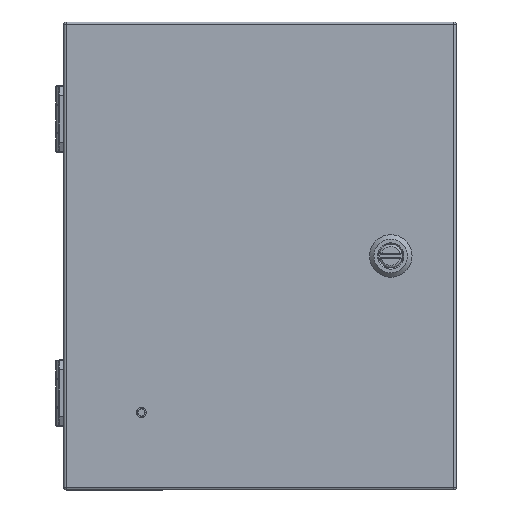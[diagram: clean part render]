
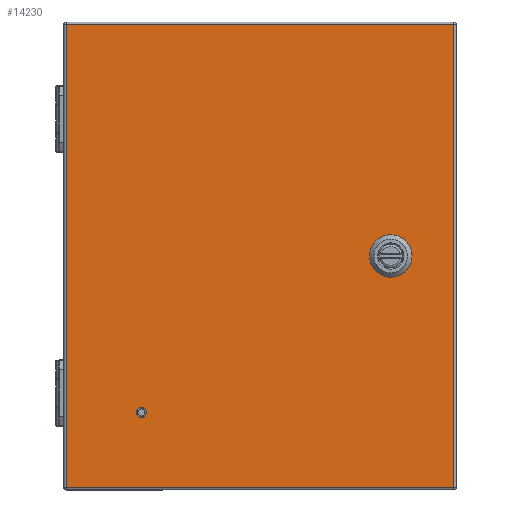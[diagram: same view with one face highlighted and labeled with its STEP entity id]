
A CAD part, top view. The second image highlights one B-rep face of the part: STEP entity #14230.
In plain terms, the highlighted planar face has unit normal (0, 0, 1).
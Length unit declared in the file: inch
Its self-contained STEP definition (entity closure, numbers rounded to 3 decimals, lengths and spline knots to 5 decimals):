
#317 = DIRECTION ( 'NONE',  ( 0., -1., 0. ) ) ;
#1629 = LINE ( 'NONE', #47680, #9319 ) ;
#2211 = VECTOR ( 'NONE', #64389, 39.37008 ) ;
#3021 = VERTEX_POINT ( 'NONE', #27811 ) ;
#4126 = VERTEX_POINT ( 'NONE', #14398 ) ;
#5294 = VERTEX_POINT ( 'NONE', #38199 ) ;
#5303 = DIRECTION ( 'NONE',  ( 0., 0., 1. ) ) ;
#7857 = CARTESIAN_POINT ( 'NONE',  ( 5.145, 6.1877, 6.107 ) ) ;
#8120 = ORIENTED_EDGE ( 'NONE', *, *, #82327, .F. ) ;
#8245 = LINE ( 'NONE', #60101, #83646 ) ;
#8848 = EDGE_CURVE ( 'NONE', #70608, #4126, #19525, .T. ) ;
#9319 = VECTOR ( 'NONE', #47235, 39.37008 ) ;
#10134 = EDGE_CURVE ( 'NONE', #11442, #11442, #75717, .T. ) ;
#11192 = CARTESIAN_POINT ( 'NONE',  ( 3.67058, 0.3961, 6.107 ) ) ;
#11442 = VERTEX_POINT ( 'NONE', #38880 ) ;
#12841 = CARTESIAN_POINT ( 'NONE',  ( 3.27342, 0.3961, 6.107 ) ) ;
#13495 = DIRECTION ( 'NONE',  ( -1., 0., 0. ) ) ;
#14230 = ADVANCED_FACE ( 'NONE', ( #34219, #80602, #27173 ), #67821, .T. ) ;
#14398 = CARTESIAN_POINT ( 'NONE',  ( -5.1102, -6.1275, 6.107 ) ) ;
#14419 = DIRECTION ( 'NONE',  ( 0., 0., 1. ) ) ;
#14453 = VERTEX_POINT ( 'NONE', #33690 ) ;
#14647 = CIRCLE ( 'NONE', #76761, 0.443 ) ;
#14903 = LINE ( 'NONE', #7857, #35453 ) ;
#15246 = CARTESIAN_POINT ( 'NONE',  ( 0.0173, -0.3959, 6.107 ) ) ;
#15950 = ORIENTED_EDGE ( 'NONE', *, *, #8848, .T. ) ;
#16040 = VERTEX_POINT ( 'NONE', #62276 ) ;
#17657 = AXIS2_PLACEMENT_3D ( 'NONE', #42153, #28477, #68695 ) ;
#18719 = ORIENTED_EDGE ( 'NONE', *, *, #54052, .T. ) ;
#19379 = ORIENTED_EDGE ( 'NONE', *, *, #38137, .F. ) ;
#19525 = LINE ( 'NONE', #61118, #26689 ) ;
#19985 = VECTOR ( 'NONE', #317, 39.37008 ) ;
#21842 = VERTEX_POINT ( 'NONE', #77337 ) ;
#22234 = DIRECTION ( 'NONE',  ( -1., 0., 0. ) ) ;
#26689 = VECTOR ( 'NONE', #74727, 39.37008 ) ;
#26788 = LINE ( 'NONE', #47058, #46443 ) ;
#27173 = FACE_OUTER_BOUND ( 'NONE', #62553, .T. ) ;
#27811 = CARTESIAN_POINT ( 'NONE',  ( 3.076, -0.19848, 6.107 ) ) ;
#28477 = DIRECTION ( 'NONE',  ( 0., 0., 1. ) ) ;
#28748 = CARTESIAN_POINT ( 'NONE',  ( -5.1102, 6.1277, 6.107 ) ) ;
#29578 = VERTEX_POINT ( 'NONE', #11192 ) ;
#32091 = EDGE_CURVE ( 'NONE', #4126, #63765, #1629, .T. ) ;
#33690 = CARTESIAN_POINT ( 'NONE',  ( 3.868, -0.19848, 6.107 ) ) ;
#34219 = FACE_BOUND ( 'NONE', #71841, .T. ) ;
#34799 = DIRECTION ( 'NONE',  ( 0., 0., 1. ) ) ;
#35225 = CARTESIAN_POINT ( 'NONE',  ( 3.472, 0.0001, 6.107 ) ) ;
#35453 = VECTOR ( 'NONE', #49428, 39.37008 ) ;
#38137 = EDGE_CURVE ( 'NONE', #14453, #41073, #71528, .T. ) ;
#38199 = CARTESIAN_POINT ( 'NONE',  ( 3.67058, -0.3959, 6.107 ) ) ;
#38880 = CARTESIAN_POINT ( 'NONE',  ( -3.21875, -4.1395, 6.107 ) ) ;
#39801 = CIRCLE ( 'NONE', #83517, 0.443 ) ;
#41073 = VERTEX_POINT ( 'NONE', #72095 ) ;
#41903 = ORIENTED_EDGE ( 'NONE', *, *, #54611, .F. ) ;
#42153 = CARTESIAN_POINT ( 'NONE',  ( 0.0173, 1.0001, 6.107 ) ) ;
#43247 = CARTESIAN_POINT ( 'NONE',  ( 3.868, 1.0001, 6.107 ) ) ;
#45713 = AXIS2_PLACEMENT_3D ( 'NONE', #69118, #82784, #22234 ) ;
#46443 = VECTOR ( 'NONE', #74885, 39.37008 ) ;
#47047 = ORIENTED_EDGE ( 'NONE', *, *, #59891, .F. ) ;
#47058 = CARTESIAN_POINT ( 'NONE',  ( 0.0173, 0.3961, 6.107 ) ) ;
#47235 = DIRECTION ( 'NONE',  ( 1., 0., 0. ) ) ;
#47545 = DIRECTION ( 'NONE',  ( 0., 0., 1. ) ) ;
#47601 = DIRECTION ( 'NONE',  ( -1., 0., 0. ) ) ;
#47680 = CARTESIAN_POINT ( 'NONE',  ( 5.205, -6.1275, 6.107 ) ) ;
#48863 = EDGE_CURVE ( 'NONE', #63765, #75896, #14903, .T. ) ;
#49428 = DIRECTION ( 'NONE',  ( 0., 1., 0. ) ) ;
#53503 = ORIENTED_EDGE ( 'NONE', *, *, #48863, .T. ) ;
#54052 = EDGE_CURVE ( 'NONE', #75896, #70608, #8245, .T. ) ;
#54611 = EDGE_CURVE ( 'NONE', #41073, #29578, #14647, .T. ) ;
#54664 = CARTESIAN_POINT ( 'NONE',  ( 3.472, 0.0001, 6.107 ) ) ;
#56041 = EDGE_CURVE ( 'NONE', #21842, #5294, #83768, .T. ) ;
#58287 = EDGE_CURVE ( 'NONE', #29578, #84407, #26788, .T. ) ;
#58305 = DIRECTION ( 'NONE',  ( 0., 1., 0. ) ) ;
#59312 = CARTESIAN_POINT ( 'NONE',  ( 3.472, 0.0001, 6.107 ) ) ;
#59891 = EDGE_CURVE ( 'NONE', #84407, #16040, #60923, .T. ) ;
#60101 = CARTESIAN_POINT ( 'NONE',  ( -5.1702, 6.1277, 6.107 ) ) ;
#60326 = CARTESIAN_POINT ( 'NONE',  ( 5.145, -6.1275, 6.107 ) ) ;
#60923 = CIRCLE ( 'NONE', #69409, 0.443 ) ;
#61118 = CARTESIAN_POINT ( 'NONE',  ( -5.1102, -6.1875, 6.107 ) ) ;
#62199 = CARTESIAN_POINT ( 'NONE',  ( 5.145, 6.1277, 6.107 ) ) ;
#62276 = CARTESIAN_POINT ( 'NONE',  ( 3.076, 0.19868, 6.107 ) ) ;
#62553 = EDGE_LOOP ( 'NONE', ( #71236, #53503, #18719, #15950 ) ) ;
#63088 = EDGE_LOOP ( 'NONE', ( #81835 ) ) ;
#63119 = AXIS2_PLACEMENT_3D ( 'NONE', #80249, #47545, #13495 ) ;
#63765 = VERTEX_POINT ( 'NONE', #60326 ) ;
#64389 = DIRECTION ( 'NONE',  ( 1., 0., 0. ) ) ;
#65244 = ORIENTED_EDGE ( 'NONE', *, *, #70863, .F. ) ;
#67148 = LINE ( 'NONE', #74155, #19985 ) ;
#67821 = PLANE ( 'NONE',  #17657 ) ;
#68393 = DIRECTION ( 'NONE',  ( -1., 0., 0. ) ) ;
#68695 = DIRECTION ( 'NONE',  ( -1., 0., 0. ) ) ;
#69118 = CARTESIAN_POINT ( 'NONE',  ( 3.472, 0.0001, 6.107 ) ) ;
#69409 = AXIS2_PLACEMENT_3D ( 'NONE', #59312, #5303, #79139 ) ;
#70608 = VERTEX_POINT ( 'NONE', #28748 ) ;
#70863 = EDGE_CURVE ( 'NONE', #16040, #3021, #67148, .T. ) ;
#70872 = VECTOR ( 'NONE', #58305, 39.37008 ) ;
#71236 = ORIENTED_EDGE ( 'NONE', *, *, #32091, .T. ) ;
#71528 = LINE ( 'NONE', #43247, #70872 ) ;
#71841 = EDGE_LOOP ( 'NONE', ( #47047, #81551, #41903, #19379, #8120, #75076, #74076, #65244 ) ) ;
#72095 = CARTESIAN_POINT ( 'NONE',  ( 3.868, 0.19868, 6.107 ) ) ;
#72600 = CIRCLE ( 'NONE', #45713, 0.443 ) ;
#74076 = ORIENTED_EDGE ( 'NONE', *, *, #76354, .F. ) ;
#74155 = CARTESIAN_POINT ( 'NONE',  ( 3.076, 1.0001, 6.107 ) ) ;
#74727 = DIRECTION ( 'NONE',  ( 0., -1., 0. ) ) ;
#74885 = DIRECTION ( 'NONE',  ( -1., 0., 0. ) ) ;
#75076 = ORIENTED_EDGE ( 'NONE', *, *, #56041, .F. ) ;
#75717 = CIRCLE ( 'NONE', #63119, 0.09655 ) ;
#75896 = VERTEX_POINT ( 'NONE', #62199 ) ;
#76354 = EDGE_CURVE ( 'NONE', #3021, #21842, #39801, .T. ) ;
#76761 = AXIS2_PLACEMENT_3D ( 'NONE', #35225, #14419, #47601 ) ;
#77337 = CARTESIAN_POINT ( 'NONE',  ( 3.27342, -0.3959, 6.107 ) ) ;
#79139 = DIRECTION ( 'NONE',  ( -1., 0., 0. ) ) ;
#80249 = CARTESIAN_POINT ( 'NONE',  ( -3.1222, -4.1395, 6.107 ) ) ;
#80602 = FACE_BOUND ( 'NONE', #63088, .T. ) ;
#81551 = ORIENTED_EDGE ( 'NONE', *, *, #58287, .F. ) ;
#81835 = ORIENTED_EDGE ( 'NONE', *, *, #10134, .F. ) ;
#82327 = EDGE_CURVE ( 'NONE', #5294, #14453, #72600, .T. ) ;
#82784 = DIRECTION ( 'NONE',  ( 0., 0., 1. ) ) ;
#83517 = AXIS2_PLACEMENT_3D ( 'NONE', #54664, #34799, #68393 ) ;
#83646 = VECTOR ( 'NONE', #86978, 39.37008 ) ;
#83768 = LINE ( 'NONE', #15246, #2211 ) ;
#84407 = VERTEX_POINT ( 'NONE', #12841 ) ;
#86978 = DIRECTION ( 'NONE',  ( -1., 0., 0. ) ) ;
